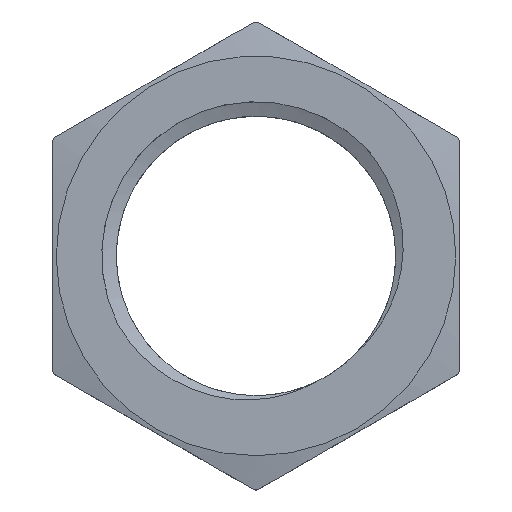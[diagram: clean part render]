
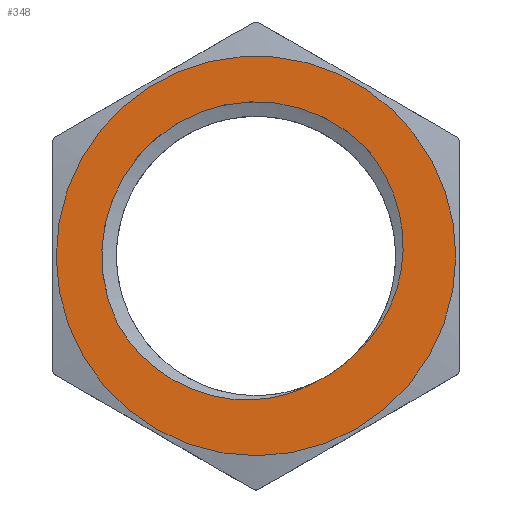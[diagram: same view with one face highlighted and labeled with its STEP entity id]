
A CAD part, top view. The second image highlights one B-rep face of the part: STEP entity #348.
In plain terms, the highlighted planar face has unit normal (0, 0, 1).
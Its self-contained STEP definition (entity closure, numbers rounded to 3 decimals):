
#18=FACE_BOUND('',#134,.T.);
#64=PLANE('',#392);
#66=CIRCLE('',#359,9.612);
#67=CIRCLE('',#361,10.612);
#69=CIRCLE('',#370,13.75);
#110=FACE_OUTER_BOUND('',#133,.T.);
#133=EDGE_LOOP('',(#322));
#134=EDGE_LOOP('',(#323,#324,#325,#326));
#137=B_SPLINE_CURVE_WITH_KNOTS('',3,(#659,#660,#661,#662,#663,#664,#665,
#666,#667,#668,#669,#670,#671),.UNSPECIFIED.,.F.,.F.,(4,3,3,3,4),(-1.572,
-1.486,-1.006,-0.51,0.),.UNSPECIFIED.);
#142=B_SPLINE_CURVE_WITH_KNOTS('',3,(#966,#967,#968,#969,#970,#971,#972,
#973,#974,#975,#976,#977,#978),.UNSPECIFIED.,.F.,.F.,(4,3,3,3,4),(-1.568,
-1.475,-0.968,-0.476,0.),
 .UNSPECIFIED.);
#145=VERTEX_POINT('',#627);
#146=VERTEX_POINT('',#658);
#148=VERTEX_POINT('',#705);
#150=VERTEX_POINT('',#883);
#175=VERTEX_POINT('',#1061);
#179=EDGE_CURVE('',#145,#146,#137,.T.);
#183=EDGE_CURVE('',#148,#145,#66,.T.);
#186=EDGE_CURVE('',#150,#148,#142,.T.);
#187=EDGE_CURVE('',#150,#146,#67,.T.);
#213=EDGE_CURVE('',#175,#175,#69,.T.);
#322=ORIENTED_EDGE('',*,*,#213,.F.);
#323=ORIENTED_EDGE('',*,*,#187,.T.);
#324=ORIENTED_EDGE('',*,*,#179,.F.);
#325=ORIENTED_EDGE('',*,*,#183,.F.);
#326=ORIENTED_EDGE('',*,*,#186,.F.);
#348=ADVANCED_FACE('',(#110,#18),#64,.T.);
#359=AXIS2_PLACEMENT_3D('',#736,#399,#400);
#361=AXIS2_PLACEMENT_3D('',#980,#403,#404);
#370=AXIS2_PLACEMENT_3D('',#1062,#433,#434);
#392=AXIS2_PLACEMENT_3D('',#1085,#477,#478);
#399=DIRECTION('center_axis',(0.,0.,1.));
#400=DIRECTION('ref_axis',(-1.,0.,0.));
#403=DIRECTION('center_axis',(0.,0.,-1.));
#404=DIRECTION('ref_axis',(-1.,0.,0.));
#433=DIRECTION('center_axis',(0.,0.,-1.));
#434=DIRECTION('ref_axis',(-1.,0.,0.));
#477=DIRECTION('center_axis',(0.,0.,1.));
#478=DIRECTION('ref_axis',(1.,0.,0.));
#627=CARTESIAN_POINT('',(6.942,-6.647,3.75));
#658=CARTESIAN_POINT('',(7.536,7.471,3.75));
#659=CARTESIAN_POINT('Ctrl Pts',(6.943,-6.647,3.75));
#660=CARTESIAN_POINT('Ctrl Pts',(7.154,-6.455,3.75));
#661=CARTESIAN_POINT('Ctrl Pts',(7.356,-6.254,3.75));
#662=CARTESIAN_POINT('Ctrl Pts',(7.548,-6.044,3.75));
#663=CARTESIAN_POINT('Ctrl Pts',(8.624,-4.87,3.75));
#664=CARTESIAN_POINT('Ctrl Pts',(9.404,-3.423,3.75));
#665=CARTESIAN_POINT('Ctrl Pts',(9.805,-1.883,3.75));
#666=CARTESIAN_POINT('Ctrl Pts',(10.218,-0.295,3.75));
#667=CARTESIAN_POINT('Ctrl Pts',(10.231,1.401,3.75));
#668=CARTESIAN_POINT('Ctrl Pts',(9.851,3.,3.75));
#669=CARTESIAN_POINT('Ctrl Pts',(9.461,4.647,3.75));
#670=CARTESIAN_POINT('Ctrl Pts',(8.657,6.193,3.75));
#671=CARTESIAN_POINT('Ctrl Pts',(7.536,7.471,3.75));
#705=CARTESIAN_POINT('',(3.965,-8.755,3.75));
#736=CARTESIAN_POINT('Origin',(0.,0.,3.75));
#883=CARTESIAN_POINT('',(-9.549,-4.628,3.75));
#966=CARTESIAN_POINT('Ctrl Pts',(-9.549,-4.628,3.75));
#967=CARTESIAN_POINT('Ctrl Pts',(-9.396,-4.901,3.75));
#968=CARTESIAN_POINT('Ctrl Pts',(-9.231,-5.167,3.75));
#969=CARTESIAN_POINT('Ctrl Pts',(-9.054,-5.425,3.75));
#970=CARTESIAN_POINT('Ctrl Pts',(-8.101,-6.815,3.75));
#971=CARTESIAN_POINT('Ctrl Pts',(-6.804,-7.974,3.75));
#972=CARTESIAN_POINT('Ctrl Pts',(-5.314,-8.754,3.75));
#973=CARTESIAN_POINT('Ctrl Pts',(-3.868,-9.512,3.75));
#974=CARTESIAN_POINT('Ctrl Pts',(-2.23,-9.917,3.75));
#975=CARTESIAN_POINT('Ctrl Pts',(-0.597,-9.909,3.75));
#976=CARTESIAN_POINT('Ctrl Pts',(0.986,-9.9,3.75));
#977=CARTESIAN_POINT('Ctrl Pts',(2.566,-9.506,3.75));
#978=CARTESIAN_POINT('Ctrl Pts',(3.965,-8.755,3.75));
#980=CARTESIAN_POINT('Origin',(0.,0.,3.75));
#1061=CARTESIAN_POINT('',(13.75,0.,3.75));
#1062=CARTESIAN_POINT('Origin',(0.,0.,3.75));
#1085=CARTESIAN_POINT('Origin',(13.943,-8.05,3.75));
